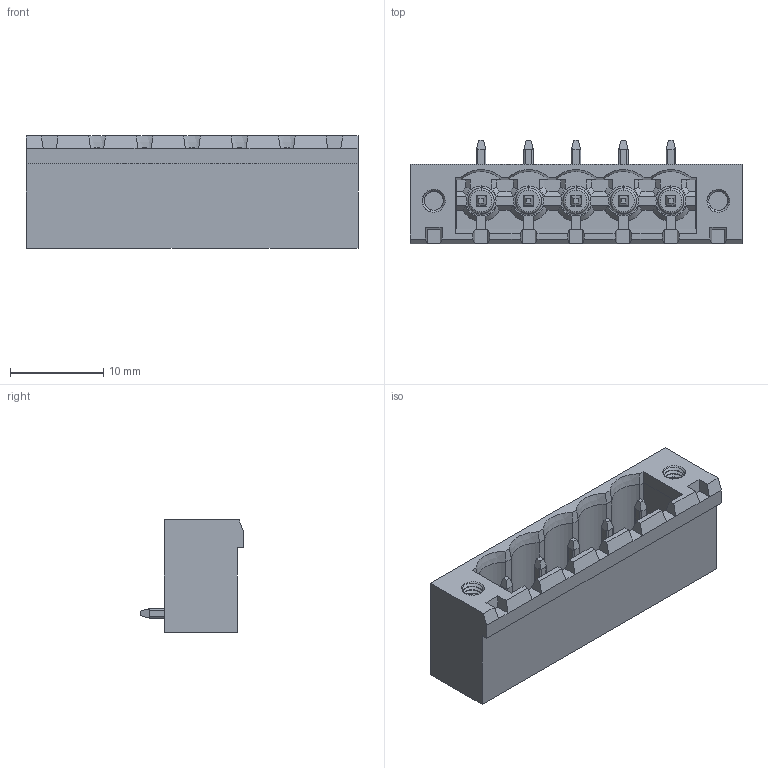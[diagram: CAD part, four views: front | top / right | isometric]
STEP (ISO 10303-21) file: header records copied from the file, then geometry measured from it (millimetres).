
FILE_DESCRIPTION((''),'2;1');
FILE_NAME('WJ2EDGRM-THT-508-05P','2017-03-16T',('QZY'),(''),'CREO PARAMETRIC BY PTC INC, 2014440','CREO PARAMETRIC BY PTC INC, 2014440','');
FILE_SCHEMA(('CONFIG_CONTROL_DESIGN'));
Length unit declared in the file: millimetre
Products named in the file (1): WJ2EDGRM-THT-508-05P
Bounding box: 35.56 x 11.1 x 12 mm (x, y, z)
Volume: 1716.7 mm3; surface area: 3096.5 mm2
Topology: 1 solids, 1 shells, 586 faces, 1541 edges, 979 vertices
Faces by surface type: plane 369, cylinder 110, cone 53, torus 30, bspline 14, sphere 10
Entity records: 23809 total; most frequent: CARTESIAN_POINT 7984, ORIENTED_EDGE 3062, DIRECTION 2660, EDGE_CURVE 1531, VECTOR 1006, LINE 1006, VERTEX_POINT 979, AXIS2_PLACEMENT_3D 827
